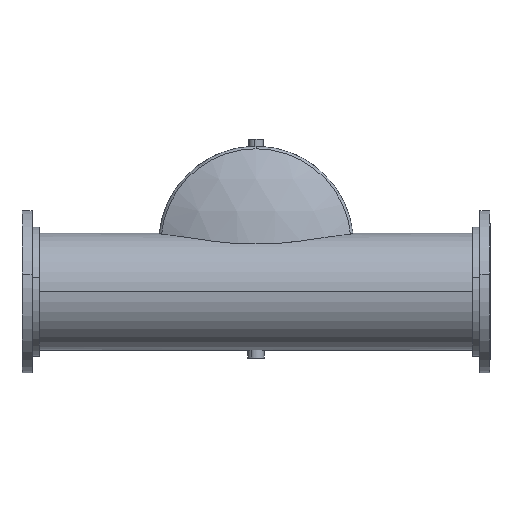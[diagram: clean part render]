
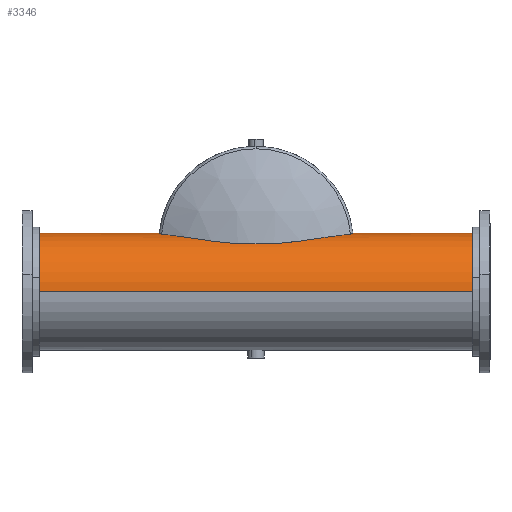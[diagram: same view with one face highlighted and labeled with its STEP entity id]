
A CAD part, top view. The second image highlights one B-rep face of the part: STEP entity #3346.
In plain terms, the highlighted cylindrical face has radius 228.6 mm (diameter 457.2 mm), a partial arc.
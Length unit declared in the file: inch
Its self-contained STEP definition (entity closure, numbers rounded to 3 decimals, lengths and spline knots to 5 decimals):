
#52 = EDGE_LOOP ( 'NONE', ( #2365, #1226, #4087, #1686 ) ) ;
#85 = VERTEX_POINT ( 'NONE', #1821 ) ;
#105 = DIRECTION ( 'NONE',  ( 0., -1., 0. ) ) ;
#246 = AXIS2_PLACEMENT_3D ( 'NONE', #1930, #105, #951 ) ;
#307 = CARTESIAN_POINT ( 'NONE',  ( 0., 71., 9. ) ) ;
#343 = EDGE_CURVE ( 'NONE', #1155, #3760, #1514, .T. ) ;
#415 = EDGE_CURVE ( 'NONE', #1990, #2296, #1272, .T. ) ;
#513 = CARTESIAN_POINT ( 'NONE',  ( 0., 71., -9. ) ) ;
#531 = VERTEX_POINT ( 'NONE', #307 ) ;
#819 = FACE_OUTER_BOUND ( 'NONE', #52, .T. ) ;
#905 = LINE ( 'NONE', #513, #2460 ) ;
#951 = DIRECTION ( 'NONE',  ( 0., 0., -1. ) ) ;
#1155 = VERTEX_POINT ( 'NONE', #1889 ) ;
#1226 = ORIENTED_EDGE ( 'NONE', *, *, #4038, .F. ) ;
#1272 = LINE ( 'NONE', #2408, #4419 ) ;
#1313 = ORIENTED_EDGE ( 'NONE', *, *, #3072, .T. ) ;
#1340 = CARTESIAN_POINT ( 'NONE',  ( -8.29156, 43.5, -3.5 ) ) ;
#1356 = CARTESIAN_POINT ( 'NONE',  ( -8.29156, 71., 3.5 ) ) ;
#1369 = DIRECTION ( 'NONE',  ( 0., -1., 0. ) ) ;
#1466 = CARTESIAN_POINT ( 'NONE',  ( 0., 27.5, 0. ) ) ;
#1514 = CIRCLE ( 'NONE', #2749, 9. ) ;
#1593 = DIRECTION ( 'NONE',  ( 0., 1., 0. ) ) ;
#1686 = ORIENTED_EDGE ( 'NONE', *, *, #343, .T. ) ;
#1715 = CARTESIAN_POINT ( 'NONE',  ( 0., 71., 9. ) ) ;
#1737 = CIRCLE ( 'NONE', #4445, 9. ) ;
#1740 = LINE ( 'NONE', #1356, #1936 ) ;
#1744 = CARTESIAN_POINT ( 'NONE',  ( -8.29156, 43.5, 3.5 ) ) ;
#1772 = CIRCLE ( 'NONE', #3323, 9. ) ;
#1802 = CARTESIAN_POINT ( 'NONE',  ( -8.29156, 27.5, 3.5 ) ) ;
#1821 = CARTESIAN_POINT ( 'NONE',  ( 0., 71., -9. ) ) ;
#1889 = CARTESIAN_POINT ( 'NONE',  ( 0., 0., -9. ) ) ;
#1899 = EDGE_CURVE ( 'NONE', #531, #3760, #4263, .T. ) ;
#1930 = CARTESIAN_POINT ( 'NONE',  ( 0., 71., 0. ) ) ;
#1936 = VECTOR ( 'NONE', #2850, 39.37008 ) ;
#1953 = DIRECTION ( 'NONE',  ( 0., 1., 0. ) ) ;
#1983 = DIRECTION ( 'NONE',  ( 0., -1., 0. ) ) ;
#1990 = VERTEX_POINT ( 'NONE', #4425 ) ;
#2021 = CARTESIAN_POINT ( 'NONE',  ( 0., 0., 9. ) ) ;
#2048 = EDGE_CURVE ( 'NONE', #3569, #1990, #4140, .T. ) ;
#2073 = CARTESIAN_POINT ( 'NONE',  ( 0., 71., 0. ) ) ;
#2252 = VERTEX_POINT ( 'NONE', #1744 ) ;
#2296 = VERTEX_POINT ( 'NONE', #1340 ) ;
#2365 = ORIENTED_EDGE ( 'NONE', *, *, #1899, .F. ) ;
#2408 = CARTESIAN_POINT ( 'NONE',  ( -8.29156, 71., -3.5 ) ) ;
#2423 = CARTESIAN_POINT ( 'NONE',  ( 0., 43.5, 0. ) ) ;
#2460 = VECTOR ( 'NONE', #1983, 39.37008 ) ;
#2519 = DIRECTION ( 'NONE',  ( 0., -1., 0. ) ) ;
#2706 = DIRECTION ( 'NONE',  ( 0., 0., 1. ) ) ;
#2746 = AXIS2_PLACEMENT_3D ( 'NONE', #1466, #2519, #2937 ) ;
#2749 = AXIS2_PLACEMENT_3D ( 'NONE', #4155, #1953, #3790 ) ;
#2850 = DIRECTION ( 'NONE',  ( 0., -1., 0. ) ) ;
#2937 = DIRECTION ( 'NONE',  ( 0., 0., -1. ) ) ;
#2972 = VECTOR ( 'NONE', #1369, 39.37008 ) ;
#3072 = EDGE_CURVE ( 'NONE', #2296, #2252, #1737, .T. ) ;
#3228 = DIRECTION ( 'NONE',  ( 0., 1., 0. ) ) ;
#3323 = AXIS2_PLACEMENT_3D ( 'NONE', #2073, #3490, #2706 ) ;
#3346 = ADVANCED_FACE ( 'NONE', ( #819, #3766 ), #3412, .T. ) ;
#3412 = CYLINDRICAL_SURFACE ( 'NONE', #246, 9. ) ;
#3485 = ORIENTED_EDGE ( 'NONE', *, *, #415, .T. ) ;
#3490 = DIRECTION ( 'NONE',  ( 0., 1., 0. ) ) ;
#3496 = ORIENTED_EDGE ( 'NONE', *, *, #2048, .T. ) ;
#3535 = EDGE_LOOP ( 'NONE', ( #4073, #3496, #3485, #1313 ) ) ;
#3569 = VERTEX_POINT ( 'NONE', #1802 ) ;
#3760 = VERTEX_POINT ( 'NONE', #2021 ) ;
#3766 = FACE_BOUND ( 'NONE', #3535, .T. ) ;
#3790 = DIRECTION ( 'NONE',  ( 0., 0., 1. ) ) ;
#3904 = DIRECTION ( 'NONE',  ( 0., 0., 1. ) ) ;
#4038 = EDGE_CURVE ( 'NONE', #85, #531, #1772, .T. ) ;
#4073 = ORIENTED_EDGE ( 'NONE', *, *, #4489, .T. ) ;
#4087 = ORIENTED_EDGE ( 'NONE', *, *, #4339, .T. ) ;
#4140 = CIRCLE ( 'NONE', #2746, 9. ) ;
#4155 = CARTESIAN_POINT ( 'NONE',  ( 0., 0., 0. ) ) ;
#4263 = LINE ( 'NONE', #1715, #2972 ) ;
#4339 = EDGE_CURVE ( 'NONE', #85, #1155, #905, .T. ) ;
#4419 = VECTOR ( 'NONE', #1593, 39.37008 ) ;
#4425 = CARTESIAN_POINT ( 'NONE',  ( -8.29156, 27.5, -3.5 ) ) ;
#4445 = AXIS2_PLACEMENT_3D ( 'NONE', #2423, #3228, #3904 ) ;
#4489 = EDGE_CURVE ( 'NONE', #2252, #3569, #1740, .T. ) ;
